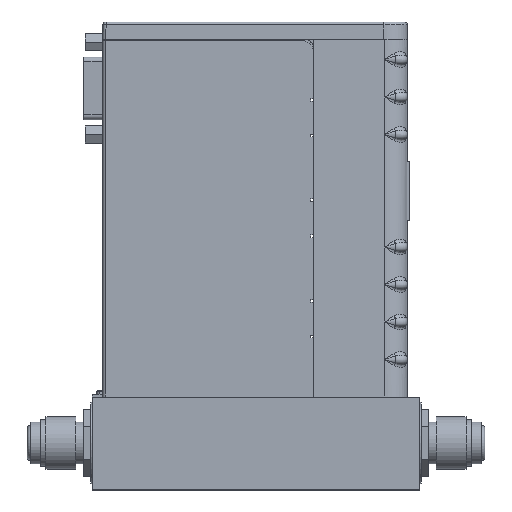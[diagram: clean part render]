
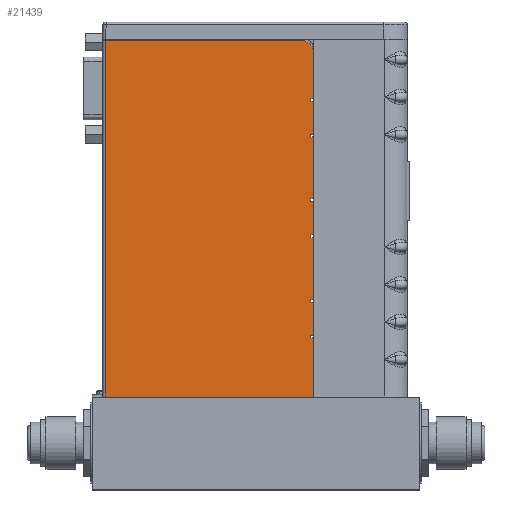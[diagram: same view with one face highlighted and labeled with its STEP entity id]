
A CAD part, top view. The second image highlights one B-rep face of the part: STEP entity #21439.
In plain terms, the highlighted planar face has unit normal (0, 0, 1).
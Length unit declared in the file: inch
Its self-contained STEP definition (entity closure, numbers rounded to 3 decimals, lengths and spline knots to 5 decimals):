
#18667=DIRECTION('',(1.,0.,0.));
#18668=VECTOR('',#18667,2.216);
#18669=CARTESIAN_POINT('',(0.034,0.,0.5625));
#18670=LINE('',#18669,#18668);
#19050=DIRECTION('',(0.,-1.,0.));
#19051=VECTOR('',#19050,0.03);
#19052=CARTESIAN_POINT('',(2.22,0.66,0.5625));
#19053=LINE('',#19052,#19051);
#19054=DIRECTION('',(-1.,0.,0.));
#19055=VECTOR('',#19054,0.03);
#19056=CARTESIAN_POINT('',(2.25,0.63,0.5625));
#19057=LINE('',#19056,#19055);
#19058=DIRECTION('',(-1.,0.,0.));
#19059=VECTOR('',#19058,0.03);
#19060=CARTESIAN_POINT('',(2.25,3.185,0.5625));
#19061=LINE('',#19060,#19059);
#19062=DIRECTION('',(0.,-1.,0.));
#19063=VECTOR('',#19062,0.03);
#19064=CARTESIAN_POINT('',(2.22,3.185,0.5625));
#19065=LINE('',#19064,#19063);
#19066=DIRECTION('',(-1.,0.,0.));
#19067=VECTOR('',#19066,0.03);
#19068=CARTESIAN_POINT('',(2.25,3.155,0.5625));
#19069=LINE('',#19068,#19067);
#19070=DIRECTION('',(-1.,0.,0.));
#19071=VECTOR('',#19070,0.03);
#19072=CARTESIAN_POINT('',(2.25,2.805,0.5625));
#19073=LINE('',#19072,#19071);
#19074=DIRECTION('',(0.,-1.,0.));
#19075=VECTOR('',#19074,0.03);
#19076=CARTESIAN_POINT('',(2.22,2.805,0.5625));
#19077=LINE('',#19076,#19075);
#19078=DIRECTION('',(-1.,0.,0.));
#19079=VECTOR('',#19078,0.03);
#19080=CARTESIAN_POINT('',(2.25,2.775,0.5625));
#19081=LINE('',#19080,#19079);
#19082=DIRECTION('',(-1.,0.,0.));
#19083=VECTOR('',#19082,0.03);
#19084=CARTESIAN_POINT('',(2.25,2.115,0.5625));
#19085=LINE('',#19084,#19083);
#19086=DIRECTION('',(0.,-1.,0.));
#19087=VECTOR('',#19086,0.03);
#19088=CARTESIAN_POINT('',(2.22,2.115,0.5625));
#19089=LINE('',#19088,#19087);
#19090=DIRECTION('',(-1.,0.,0.));
#19091=VECTOR('',#19090,0.03);
#19092=CARTESIAN_POINT('',(2.25,2.085,0.5625));
#19093=LINE('',#19092,#19091);
#19094=DIRECTION('',(-1.,0.,0.));
#19095=VECTOR('',#19094,0.03);
#19096=CARTESIAN_POINT('',(2.25,1.73,0.5625));
#19097=LINE('',#19096,#19095);
#19098=DIRECTION('',(0.,-1.,0.));
#19099=VECTOR('',#19098,0.03);
#19100=CARTESIAN_POINT('',(2.22,1.73,0.5625));
#19101=LINE('',#19100,#19099);
#19102=DIRECTION('',(-1.,0.,0.));
#19103=VECTOR('',#19102,0.03);
#19104=CARTESIAN_POINT('',(2.25,1.7,0.5625));
#19105=LINE('',#19104,#19103);
#19106=DIRECTION('',(-1.,0.,0.));
#19107=VECTOR('',#19106,0.03);
#19108=CARTESIAN_POINT('',(2.25,1.04,0.5625));
#19109=LINE('',#19108,#19107);
#19110=DIRECTION('',(0.,-1.,0.));
#19111=VECTOR('',#19110,0.03);
#19112=CARTESIAN_POINT('',(2.22,1.04,0.5625));
#19113=LINE('',#19112,#19111);
#19114=DIRECTION('',(-1.,0.,0.));
#19115=VECTOR('',#19114,0.03);
#19116=CARTESIAN_POINT('',(2.25,1.01,0.5625));
#19117=LINE('',#19116,#19115);
#19118=DIRECTION('',(-1.,0.,0.));
#19119=VECTOR('',#19118,0.03);
#19120=CARTESIAN_POINT('',(2.25,0.66,0.5625));
#19121=LINE('',#19120,#19119);
#19214=DIRECTION('',(0.,1.,0.));
#19215=VECTOR('',#19214,0.63);
#19216=CARTESIAN_POINT('',(2.25,0.,0.5625));
#19217=LINE('',#19216,#19215);
#19222=DIRECTION('',(0.,1.,0.));
#19223=VECTOR('',#19222,0.66);
#19224=CARTESIAN_POINT('',(2.25,1.04,0.5625));
#19225=LINE('',#19224,#19223);
#19234=DIRECTION('',(0.,1.,0.));
#19235=VECTOR('',#19234,0.66);
#19236=CARTESIAN_POINT('',(2.25,2.115,0.5625));
#19237=LINE('',#19236,#19235);
#19246=DIRECTION('',(0.,1.,0.));
#19247=VECTOR('',#19246,0.49);
#19248=CARTESIAN_POINT('',(2.25,3.185,0.5625));
#19249=LINE('',#19248,#19247);
#19254=DIRECTION('',(0.,1.,0.));
#19255=VECTOR('',#19254,0.35);
#19256=CARTESIAN_POINT('',(2.25,2.805,0.5625));
#19257=LINE('',#19256,#19255);
#19266=DIRECTION('',(0.,1.,0.));
#19267=VECTOR('',#19266,0.355);
#19268=CARTESIAN_POINT('',(2.25,1.73,0.5625));
#19269=LINE('',#19268,#19267);
#19278=DIRECTION('',(0.,1.,0.));
#19279=VECTOR('',#19278,0.35);
#19280=CARTESIAN_POINT('',(2.25,0.66,0.5625));
#19281=LINE('',#19280,#19279);
#20002=DIRECTION('',(1.,0.,0.));
#20003=VECTOR('',#20002,2.091);
#20004=CARTESIAN_POINT('',(0.034,3.8,0.5625));
#20005=LINE('',#20004,#20003);
#20208=CARTESIAN_POINT('',(2.125,3.675,0.5625));
#20209=DIRECTION('',(0.,0.,1.));
#20210=DIRECTION('',(1.,0.,0.));
#20211=AXIS2_PLACEMENT_3D('',#20208,#20209,#20210);
#20231=DIRECTION('',(0.,-1.,0.));
#20232=VECTOR('',#20231,3.8);
#20233=CARTESIAN_POINT('',(0.034,3.8,0.5625));
#20234=LINE('',#20233,#20232);
#20386=CARTESIAN_POINT('',(2.25,0.,0.5625));
#20388=VERTEX_POINT('',#20386);
#20454=CARTESIAN_POINT('',(0.034,3.8,0.5625));
#20455=VERTEX_POINT('',#20454);
#20456=CARTESIAN_POINT('',(0.034,0.,0.5625));
#20457=VERTEX_POINT('',#20456);
#20602=CARTESIAN_POINT('',(2.25,3.675,0.5625));
#20604=VERTEX_POINT('',#20602);
#20606=CARTESIAN_POINT('',(2.125,3.8,0.5625));
#20607=VERTEX_POINT('',#20606);
#20610=CARTESIAN_POINT('',(2.22,0.66,0.5625));
#20611=CARTESIAN_POINT('',(2.22,0.63,0.5625));
#20612=VERTEX_POINT('',#20610);
#20613=VERTEX_POINT('',#20611);
#20614=CARTESIAN_POINT('',(2.25,0.63,0.5625));
#20615=VERTEX_POINT('',#20614);
#20616=CARTESIAN_POINT('',(2.25,0.66,0.5625));
#20617=VERTEX_POINT('',#20616);
#20618=CARTESIAN_POINT('',(2.22,1.04,0.5625));
#20619=CARTESIAN_POINT('',(2.22,1.01,0.5625));
#20620=VERTEX_POINT('',#20618);
#20621=VERTEX_POINT('',#20619);
#20622=CARTESIAN_POINT('',(2.25,1.01,0.5625));
#20623=VERTEX_POINT('',#20622);
#20624=CARTESIAN_POINT('',(2.25,1.04,0.5625));
#20625=VERTEX_POINT('',#20624);
#20626=CARTESIAN_POINT('',(2.22,1.73,0.5625));
#20627=CARTESIAN_POINT('',(2.22,1.7,0.5625));
#20628=VERTEX_POINT('',#20626);
#20629=VERTEX_POINT('',#20627);
#20630=CARTESIAN_POINT('',(2.25,1.7,0.5625));
#20631=VERTEX_POINT('',#20630);
#20632=CARTESIAN_POINT('',(2.25,1.73,0.5625));
#20633=VERTEX_POINT('',#20632);
#20634=CARTESIAN_POINT('',(2.22,2.115,0.5625));
#20635=CARTESIAN_POINT('',(2.22,2.085,0.5625));
#20636=VERTEX_POINT('',#20634);
#20637=VERTEX_POINT('',#20635);
#20638=CARTESIAN_POINT('',(2.25,2.085,0.5625));
#20639=VERTEX_POINT('',#20638);
#20640=CARTESIAN_POINT('',(2.25,2.115,0.5625));
#20641=VERTEX_POINT('',#20640);
#20642=CARTESIAN_POINT('',(2.22,3.185,0.5625));
#20643=CARTESIAN_POINT('',(2.22,3.155,0.5625));
#20644=VERTEX_POINT('',#20642);
#20645=VERTEX_POINT('',#20643);
#20646=CARTESIAN_POINT('',(2.25,3.155,0.5625));
#20647=VERTEX_POINT('',#20646);
#20648=CARTESIAN_POINT('',(2.25,3.185,0.5625));
#20649=VERTEX_POINT('',#20648);
#20650=CARTESIAN_POINT('',(2.22,2.805,0.5625));
#20651=CARTESIAN_POINT('',(2.22,2.775,0.5625));
#20652=VERTEX_POINT('',#20650);
#20653=VERTEX_POINT('',#20651);
#20654=CARTESIAN_POINT('',(2.25,2.775,0.5625));
#20655=VERTEX_POINT('',#20654);
#20656=CARTESIAN_POINT('',(2.25,2.805,0.5625));
#20657=VERTEX_POINT('',#20656);
#21376=CARTESIAN_POINT('',(0.,0.,0.5625));
#21377=DIRECTION('',(0.,0.,1.));
#21378=DIRECTION('',(1.,0.,0.));
#21379=AXIS2_PLACEMENT_3D('',#21376,#21377,#21378);
#21380=PLANE('',#21379);
#21381=ORIENTED_EDGE('',*,*,#21350,.T.);
#21383=ORIENTED_EDGE('',*,*,#21382,.F.);
#21385=ORIENTED_EDGE('',*,*,#21384,.F.);
#21386=ORIENTED_EDGE('',*,*,#21005,.F.);
#21388=ORIENTED_EDGE('',*,*,#21387,.F.);
#21390=ORIENTED_EDGE('',*,*,#21389,.T.);
#21392=ORIENTED_EDGE('',*,*,#21391,.F.);
#21394=ORIENTED_EDGE('',*,*,#21393,.F.);
#21396=ORIENTED_EDGE('',*,*,#21395,.T.);
#21398=ORIENTED_EDGE('',*,*,#21397,.T.);
#21400=ORIENTED_EDGE('',*,*,#21399,.F.);
#21402=ORIENTED_EDGE('',*,*,#21401,.F.);
#21404=ORIENTED_EDGE('',*,*,#21403,.T.);
#21406=ORIENTED_EDGE('',*,*,#21405,.T.);
#21408=ORIENTED_EDGE('',*,*,#21407,.F.);
#21410=ORIENTED_EDGE('',*,*,#21409,.F.);
#21412=ORIENTED_EDGE('',*,*,#21411,.T.);
#21414=ORIENTED_EDGE('',*,*,#21413,.T.);
#21416=ORIENTED_EDGE('',*,*,#21415,.F.);
#21418=ORIENTED_EDGE('',*,*,#21417,.F.);
#21420=ORIENTED_EDGE('',*,*,#21419,.T.);
#21422=ORIENTED_EDGE('',*,*,#21421,.T.);
#21424=ORIENTED_EDGE('',*,*,#21423,.F.);
#21426=ORIENTED_EDGE('',*,*,#21425,.F.);
#21428=ORIENTED_EDGE('',*,*,#21427,.T.);
#21430=ORIENTED_EDGE('',*,*,#21429,.T.);
#21432=ORIENTED_EDGE('',*,*,#21431,.F.);
#21434=ORIENTED_EDGE('',*,*,#21433,.F.);
#21436=ORIENTED_EDGE('',*,*,#21435,.T.);
#21437=EDGE_LOOP('',(#21381,#21383,#21385,#21386,#21388,#21390,#21392,#21394,
#21396,#21398,#21400,#21402,#21404,#21406,#21408,#21410,#21412,#21414,#21416,
#21418,#21420,#21422,#21424,#21426,#21428,#21430,#21432,#21434,#21436));
#21438=FACE_OUTER_BOUND('',#21437,.F.);
#21439=ADVANCED_FACE('',(#21438),#21380,.T.);
#20212=CIRCLE('',#20211,0.125);
#21005=EDGE_CURVE('',#20457,#20388,#18670,.T.);
#21350=EDGE_CURVE('',#20612,#20613,#19053,.T.);
#21382=EDGE_CURVE('',#20615,#20613,#19057,.T.);
#21384=EDGE_CURVE('',#20388,#20615,#19217,.T.);
#21387=EDGE_CURVE('',#20455,#20457,#20234,.T.);
#21389=EDGE_CURVE('',#20455,#20607,#20005,.T.);
#21391=EDGE_CURVE('',#20604,#20607,#20212,.T.);
#21393=EDGE_CURVE('',#20649,#20604,#19249,.T.);
#21395=EDGE_CURVE('',#20649,#20644,#19061,.T.);
#21397=EDGE_CURVE('',#20644,#20645,#19065,.T.);
#21399=EDGE_CURVE('',#20647,#20645,#19069,.T.);
#21401=EDGE_CURVE('',#20657,#20647,#19257,.T.);
#21403=EDGE_CURVE('',#20657,#20652,#19073,.T.);
#21405=EDGE_CURVE('',#20652,#20653,#19077,.T.);
#21407=EDGE_CURVE('',#20655,#20653,#19081,.T.);
#21409=EDGE_CURVE('',#20641,#20655,#19237,.T.);
#21411=EDGE_CURVE('',#20641,#20636,#19085,.T.);
#21413=EDGE_CURVE('',#20636,#20637,#19089,.T.);
#21415=EDGE_CURVE('',#20639,#20637,#19093,.T.);
#21417=EDGE_CURVE('',#20633,#20639,#19269,.T.);
#21419=EDGE_CURVE('',#20633,#20628,#19097,.T.);
#21421=EDGE_CURVE('',#20628,#20629,#19101,.T.);
#21423=EDGE_CURVE('',#20631,#20629,#19105,.T.);
#21425=EDGE_CURVE('',#20625,#20631,#19225,.T.);
#21427=EDGE_CURVE('',#20625,#20620,#19109,.T.);
#21429=EDGE_CURVE('',#20620,#20621,#19113,.T.);
#21431=EDGE_CURVE('',#20623,#20621,#19117,.T.);
#21433=EDGE_CURVE('',#20617,#20623,#19281,.T.);
#21435=EDGE_CURVE('',#20617,#20612,#19121,.T.);
